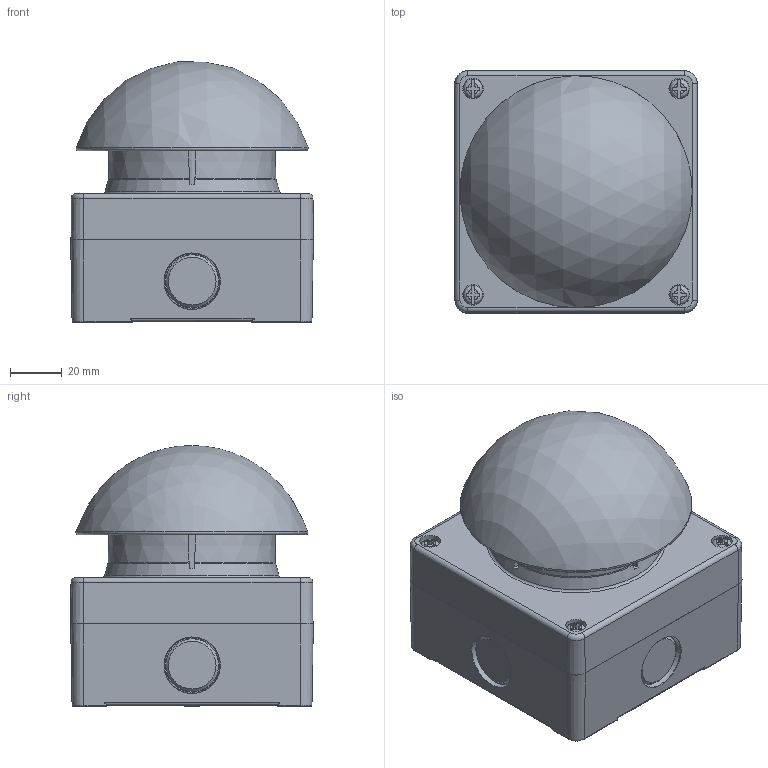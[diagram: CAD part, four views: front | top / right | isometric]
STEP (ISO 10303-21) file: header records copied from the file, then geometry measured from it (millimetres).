
FILE_DESCRIPTION(/* description */ (''),/* implementation_level */ '2;1');
FILE_NAME(/* name */ 'SA 091.stp',/* time_stamp */ '2020-03-20T09:16:07+01:00',/* author */ ('servizio.tecnico'),/* organization */ (''),/* preprocessor_version */ 'ST-DEVELOPER v17',/* originating_system */ 'Autodesk Inventor 2019',/* authorisation */ '');
FILE_SCHEMA (('AUTOMOTIVE_DESIGN { 1 0 10303 214 3 1 1 }'));
Length unit declared in the file: millimetre
Products named in the file (5): SA 091; ECX 1147; PL2565; XV007; pl2564pi
Assembly tree (7 placements, depth 2):
  SA 091
    ECX 1147
    PL2565
    XV007  x4
    pl2564pi
Bounding box: 94.13 x 94.13 x 101.18 mm (x, y, z)
Volume: 318828.1 mm3; surface area: 128064.4 mm2
Topology: 7 solids, 15 shells, 1034 faces, 2732 edges, 1789 vertices
Faces by surface type: plane 459, cone 284, cylinder 144, torus 83, bspline 63, sphere 1
Full cylindrical faces by diameter (mm): 2.4 x2, 2.8 x32, 3.2 x8, 4.2 x4, 6 x2, 7.4 x4, 8 x4, 19 x2, 19.799 x1, 19.899 x1, 21.9 x4
Entity records: 28736 total; most frequent: CARTESIAN_POINT 6552, ORIENTED_EDGE 4654, DIRECTION 4587, EDGE_CURVE 2327, AXIS2_PLACEMENT_3D 1719, VERTEX_POINT 1522, LINE 1149, VECTOR 1149
